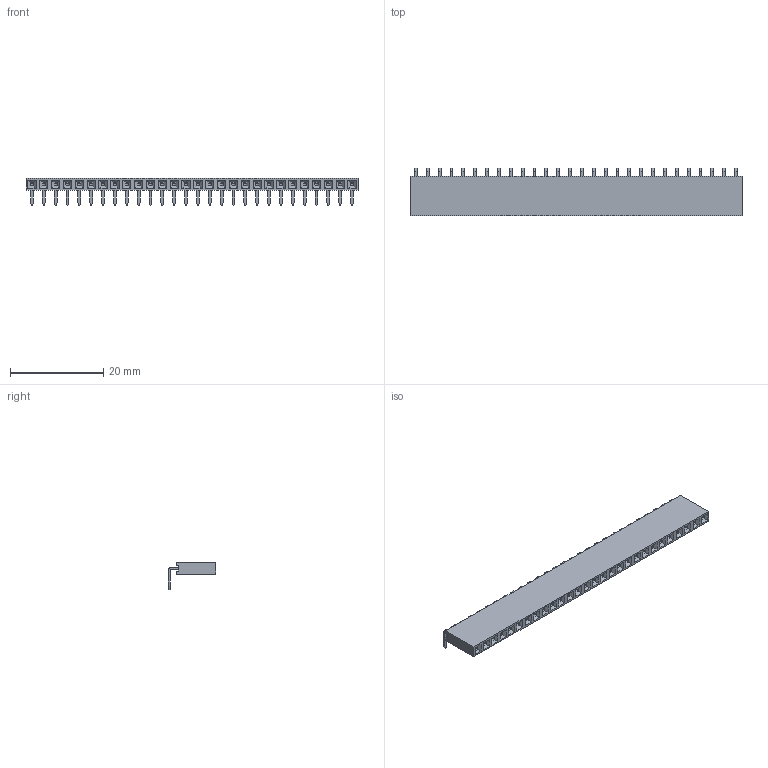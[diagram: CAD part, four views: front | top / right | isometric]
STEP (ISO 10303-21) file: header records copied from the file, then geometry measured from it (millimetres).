
FILE_DESCRIPTION(('STEP AP214'), '1');
FILE_NAME('PBS-R', '', ('UNSPECIFIED'), ('UNSPECIFIED'), 'ASCON STEP Converter 1.6', 'ASCON Math Kernel', '');
FILE_SCHEMA(('AUTOMOTIVE_DESIGN { 1 0 10303 214 3 1 1}'));
Length unit declared in the file: millimetre
Bounding box: 71.12 x 10.2 x 5.84 mm (x, y, z)
Volume: 1388.5 mm3; surface area: 3064.3 mm2
Topology: 1 solids, 1 shells, 1634 faces, 4504 edges, 2816 vertices
Faces by surface type: plane 1382, cylinder 252
Entity records: 64080 total; most frequent: ORIENTED_EDGE 9008, CARTESIAN_POINT 8955, DIRECTION 8390, EDGE_CURVE 4504, LINE 3888, VECTOR 3888, VERTEX_POINT 2816, AXIS2_PLACEMENT_3D 2251
